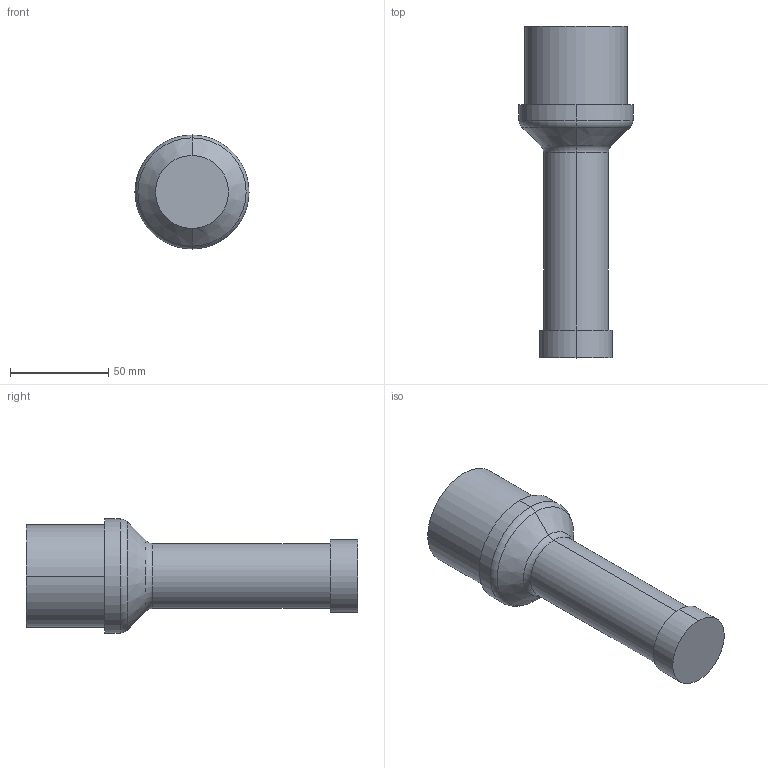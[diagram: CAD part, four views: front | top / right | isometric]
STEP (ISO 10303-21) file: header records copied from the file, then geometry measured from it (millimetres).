
FILE_DESCRIPTION (( 'STEP AP214' ), '1' );
FILE_NAME ('AlexLungu.STEP', '2019-07-11T05:20:36', ( 'Iulius' ), ( '' ), 'SwSTEP 2.0', 'SolidWorks 2019', '' );
FILE_SCHEMA (( 'AUTOMOTIVE_DESIGN' ));
Length unit declared in the file: millimetre
Products named in the file (1): AlexLungu
Bounding box: 58.1 x 169 x 58.1 mm (x, y, z)
Volume: 66847.4 mm3; surface area: 52544.1 mm2
Topology: 3 solids, 3 shells, 35 faces, 66 edges, 40 vertices
Faces by surface type: cylinder 16, plane 9, torus 6, cone 4
Entity records: 946 total; most frequent: DIRECTION 184, CARTESIAN_POINT 142, ORIENTED_EDGE 132, AXIS2_PLACEMENT_3D 82, EDGE_CURVE 66, CIRCLE 46, VERTEX_POINT 40, EDGE_LOOP 40
